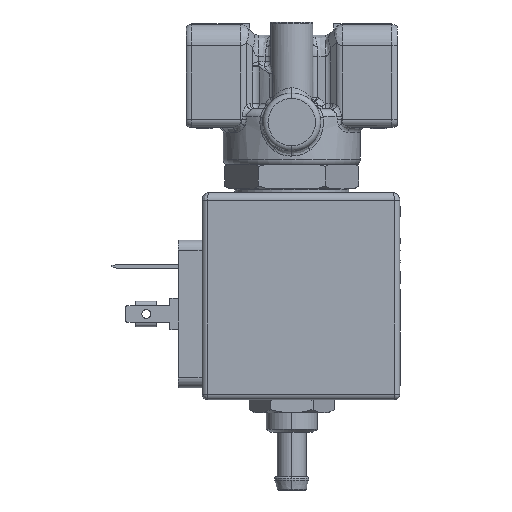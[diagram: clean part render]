
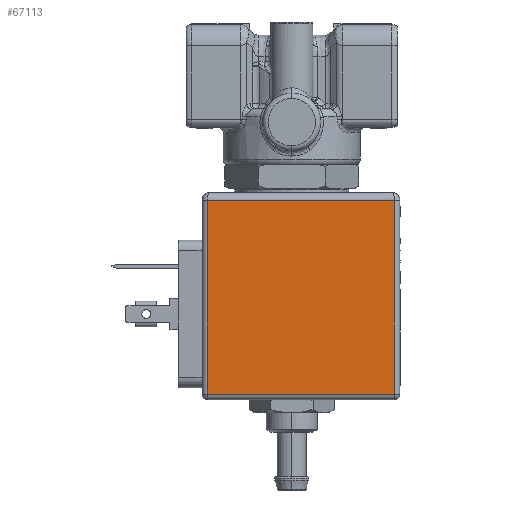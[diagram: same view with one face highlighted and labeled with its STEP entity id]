
A CAD part, front view. The second image highlights one B-rep face of the part: STEP entity #67113.
In plain terms, the highlighted face is planar.
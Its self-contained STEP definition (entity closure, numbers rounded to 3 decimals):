
#56107=DIRECTION('',(-1.,0.,0.));
#56108=VECTOR('',#56107,35.5);
#56109=CARTESIAN_POINT('',(17.75,-18.15,-15.));
#56110=LINE('',#56109,#56108);
#56114=DIRECTION('',(0.,-1.,0.));
#56115=VECTOR('',#56114,36.8);
#56116=CARTESIAN_POINT('',(17.75,18.65,-15.));
#56117=LINE('',#56116,#56115);
#56121=DIRECTION('',(1.,0.,0.));
#56122=VECTOR('',#56121,35.5);
#56123=CARTESIAN_POINT('',(-17.75,18.65,-15.));
#56124=LINE('',#56123,#56122);
#56128=DIRECTION('',(0.,1.,0.));
#56129=VECTOR('',#56128,36.8);
#56130=CARTESIAN_POINT('',(-17.75,-18.15,-15.));
#56131=LINE('',#56130,#56129);
#60644=CARTESIAN_POINT('',(-17.75,18.65,-15.));
#60645=CARTESIAN_POINT('',(17.75,18.65,-15.));
#60646=VERTEX_POINT('',#60644);
#60647=VERTEX_POINT('',#60645);
#60672=CARTESIAN_POINT('',(17.75,-18.15,-15.));
#60673=CARTESIAN_POINT('',(-17.75,-18.15,-15.));
#60674=VERTEX_POINT('',#60672);
#60675=VERTEX_POINT('',#60673);
#67102=CARTESIAN_POINT('',(0.,0.,-15.));
#67103=DIRECTION('',(0.,0.,1.));
#67104=DIRECTION('',(1.,0.,0.));
#67105=AXIS2_PLACEMENT_3D('',#67102,#67103,#67104);
#67106=PLANE('',#67105);
#67107=ORIENTED_EDGE('',*,*,#67094,.F.);
#67108=ORIENTED_EDGE('',*,*,#67008,.F.);
#67109=ORIENTED_EDGE('',*,*,#66947,.F.);
#67110=ORIENTED_EDGE('',*,*,#66544,.F.);
#67111=EDGE_LOOP('',(#67107,#67108,#67109,#67110));
#67112=FACE_OUTER_BOUND('',#67111,.F.);
#67113=ADVANCED_FACE('',(#67112),#67106,.F.);
#66544=EDGE_CURVE('',#60675,#60646,#56131,.T.);
#66947=EDGE_CURVE('',#60646,#60647,#56124,.T.);
#67008=EDGE_CURVE('',#60647,#60674,#56117,.T.);
#67094=EDGE_CURVE('',#60674,#60675,#56110,.T.);
